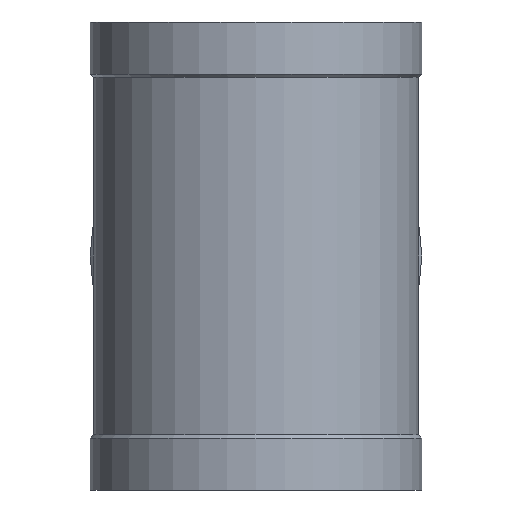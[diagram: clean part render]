
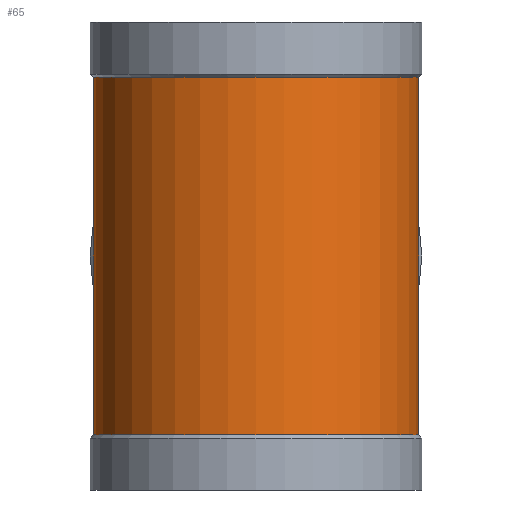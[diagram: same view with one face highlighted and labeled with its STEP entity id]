
A CAD part, left-side view. The second image highlights one B-rep face of the part: STEP entity #65.
In plain terms, the highlighted cylindrical face has radius 125 mm (diameter 250 mm), a full revolution.
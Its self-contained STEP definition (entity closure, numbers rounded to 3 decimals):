
#65 = ADVANCED_FACE( '', ( #143, #144, #145 ), #146, .T. );
#143 = FACE_OUTER_BOUND( '', #228, .T. );
#144 = FACE_BOUND( '', #229, .T. );
#145 = FACE_OUTER_BOUND( '', #230, .T. );
#146 = CYLINDRICAL_SURFACE( '', #231, 125. );
#228 = EDGE_LOOP( '', ( #332 ) );
#229 = EDGE_LOOP( '', ( #333, #334 ) );
#230 = EDGE_LOOP( '', ( #335 ) );
#231 = AXIS2_PLACEMENT_3D( '', #336, #337, #338 );
#332 = ORIENTED_EDGE( '', *, *, #411, .T. );
#333 = ORIENTED_EDGE( '', *, *, #383, .F. );
#334 = ORIENTED_EDGE( '', *, *, #384, .F. );
#335 = ORIENTED_EDGE( '', *, *, #412, .F. );
#336 = CARTESIAN_POINT( '', ( 0., 0., -180. ) );
#337 = DIRECTION( '', ( 0., 0., 1. ) );
#338 = DIRECTION( '', ( -1., 0., 0. ) );
#383 = EDGE_CURVE( '', #425, #426, #427, .T. );
#384 = EDGE_CURVE( '', #426, #425, #428, .F. );
#411 = EDGE_CURVE( '', #470, #470, #471, .T. );
#412 = EDGE_CURVE( '', #472, #472, #473, .T. );
#425 = VERTEX_POINT( '', #488 );
#426 = VERTEX_POINT( '', #489 );
#427 = ELLIPSE( '', #490, 176.777, 125. );
#428 = ELLIPSE( '', #491, 176.777, 125. );
#470 = VERTEX_POINT( '', #533 );
#471 = CIRCLE( '', #534, 125. );
#472 = VERTEX_POINT( '', #535 );
#473 = CIRCLE( '', #536, 125. );
#488 = CARTESIAN_POINT( '', ( 0., 125., 0. ) );
#489 = CARTESIAN_POINT( '', ( 0., -125., 0. ) );
#490 = AXIS2_PLACEMENT_3D( '', #551, #552, #553 );
#491 = AXIS2_PLACEMENT_3D( '', #554, #555, #556 );
#533 = CARTESIAN_POINT( '', ( -125., 0., 137.5 ) );
#534 = AXIS2_PLACEMENT_3D( '', #602, #603, #604 );
#535 = CARTESIAN_POINT( '', ( -125., 0., -137.5 ) );
#536 = AXIS2_PLACEMENT_3D( '', #605, #606, #607 );
#551 = CARTESIAN_POINT( '', ( 0., 0., 0. ) );
#552 = DIRECTION( '', ( 0.707, 0., -0.707 ) );
#553 = DIRECTION( '', ( -0.707, 0., -0.707 ) );
#554 = CARTESIAN_POINT( '', ( 0., 0., 0. ) );
#555 = DIRECTION( '', ( -0.707, 0., -0.707 ) );
#556 = DIRECTION( '', ( 0.707, 0., -0.707 ) );
#602 = CARTESIAN_POINT( '', ( 0., 0., 137.5 ) );
#603 = DIRECTION( '', ( 0., 0., -1. ) );
#604 = DIRECTION( '', ( -1., 0., 0. ) );
#605 = CARTESIAN_POINT( '', ( 0., 0., -137.5 ) );
#606 = DIRECTION( '', ( 0., 0., -1. ) );
#607 = DIRECTION( '', ( -1., 0., 0. ) );
